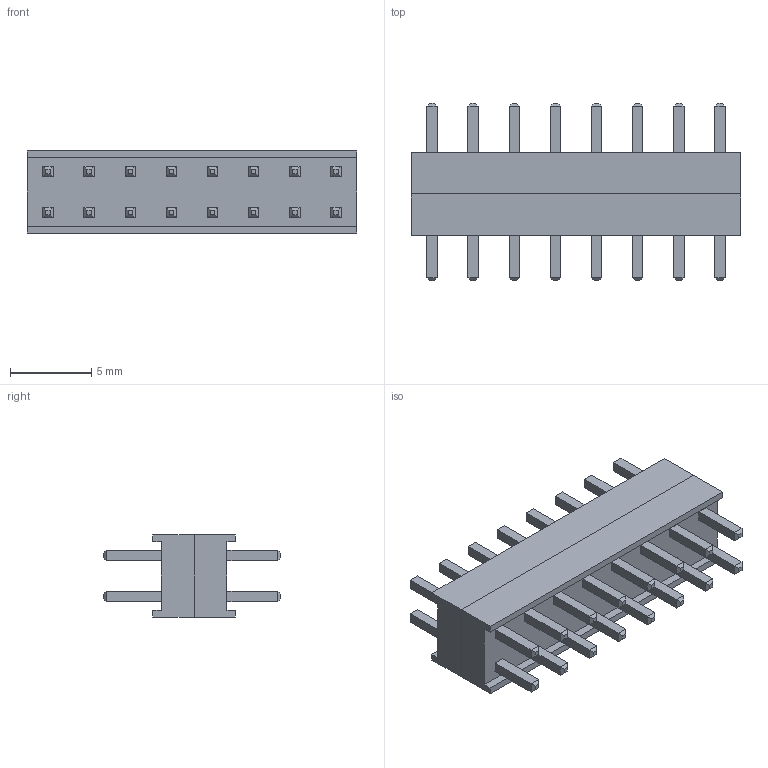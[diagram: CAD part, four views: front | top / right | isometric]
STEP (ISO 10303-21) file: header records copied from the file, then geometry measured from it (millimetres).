
FILE_DESCRIPTION (( 'STEP AP214' ), '1' );
FILE_NAME ('header-stack-2x8-200.STEP', '2018-08-19T19:30:20', ( 'Ben' ), ( '' ), 'SwSTEP 2.0', 'SolidWorks 2012', '' );
FILE_SCHEMA (( 'AUTOMOTIVE_DESIGN' ));
Length unit declared in the file: inch
Products named in the file (1): header-stack-2x8-200
Bounding box: 20.32 x 10.92 x 5.08 mm (x, y, z)
Volume: 495.6 mm3; surface area: 1409.4 mm2
Topology: 3 solids, 3 shells, 438 faces, 1084 edges, 680 vertices
Faces by surface type: plane 438
Entity records: 18408 total; most frequent: CARTESIAN_POINT 2203, ORIENTED_EDGE 2168, DIRECTION 1962, VECTOR 1084, LINE 1084, EDGE_CURVE 1084, VERTEX_POINT 680, EDGE_LOOP 530
